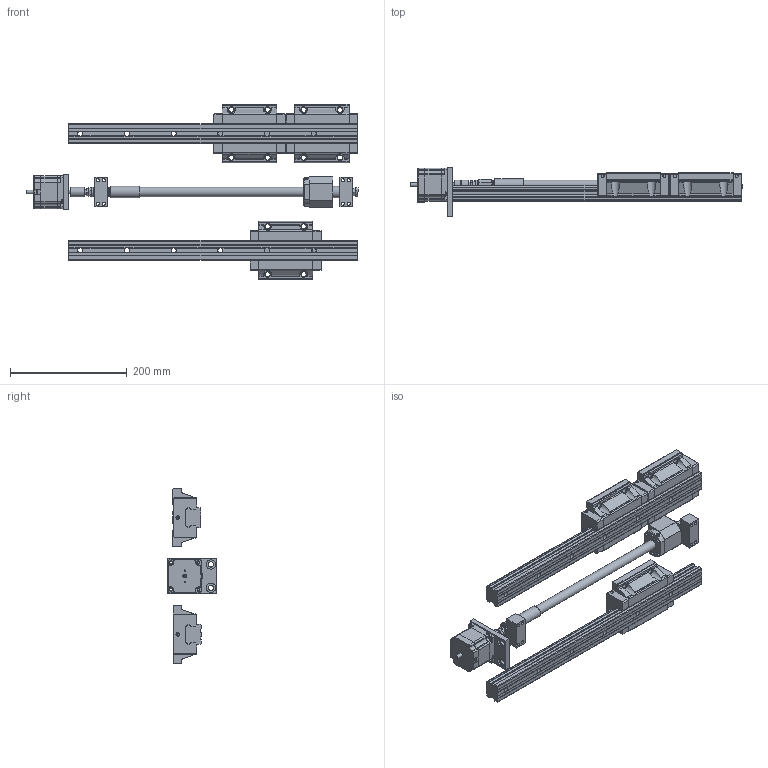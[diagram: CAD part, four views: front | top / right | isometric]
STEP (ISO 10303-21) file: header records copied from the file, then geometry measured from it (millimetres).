
FILE_DESCRIPTION(/* description */ (''),/* implementation_level */ '2;1');
FILE_NAME(/* name */ 'Efron CNC Mill Y Axis 300 Wide v21.step',/* time_stamp */ '2016-07-15T16:37:46+02:00',/* author */ (''),/* organization */ (''),/* preprocessor_version */ 'ST-DEVELOPER v16.5',/* originating_system */ 'Autodesk Translation Framework v5.1.0.3141',/* authorisation */ '');
FILE_SCHEMA (('AUTOMOTIVE_DESIGN { 1 0 10303 214 3 1 1 }'));
Length unit declared in the file: centimetre
Products named in the file (21): Efron CNC Mill Y Axis 300 Wide v21; Ball Nut Housing SFU16 v1; Ball Screw Nut 1610 v1; Ball Screw Spindle; linear guide 1; THK SHS35C Rail 450mm v3; THK SHS35C Carriage v3; NEMA23 stepper v1; linear guide 2; THK SHS35C Rail 450mm v3_1; _SHS35C28020 Track; THK SHS35C Carriage v3_1; THK SHS35C Carriage v3_2; _SHS35CSSB-M6F Slide25-55; Axial Ball Bearing F8-16M 8x16x5 v1; rigid coupler; screw end extension; M8 locknut v1; Bearing Block; screw end extension short; Y Motor Mount
Assembly tree (30 placements, depth 4):
  Efron CNC Mill Y Axis 300 Wide v21
    Ball Nut Housing SFU16 v1
    Ball Screw Nut 1610 v1
    Ball Screw Spindle
    linear guide 1
      THK SHS35C Rail 450mm v3
        _SHS35C28020 Track
      THK SHS35C Carriage v3
        _SHS35CSSB-M6F Slide25-55
    NEMA23 stepper v1
    linear guide 2
      THK SHS35C Rail 450mm v3_1
        _SHS35C28020 Track
      THK SHS35C Carriage v3_1
        _SHS35CSSB-M6F Slide25-55
      THK SHS35C Carriage v3_2
        _SHS35CSSB-M6F Slide25-55
    Axial Ball Bearing F8-16M 8x16x5 v1  x4
    M8 locknut v1  x4
    rigid coupler
    screw end extension
    Bearing Block  x2
    screw end extension short
    Y Motor Mount
Bounding box: 568.9 x 85 x 300 mm (x, y, z)
Volume: 1975172.1 mm3; surface area: 400496.3 mm2
Topology: 37 solids, 108 shells, 1328 faces, 3833 edges, 2644 vertices
Faces by surface type: plane 666, cylinder 505, cone 114, bspline 27, sphere 16
Full cylindrical faces by diameter (mm): 2.013 x2, 4.2 x10, 4.917 x6, 5 x8, 5.2 x12, 5.5 x14, 6.35 x2, 8 x19, 8.5 x12, 9 x14, 10 x2, 14 x12, 16 x17, 16.4 x2, 16.5 x2, 16.6 x2, 20 x2, 28 x2, 38.1 x1, 40 x1
Entity records: 44420 total; most frequent: CARTESIAN_POINT 23624, DIRECTION 4200, ORIENTED_EDGE 3837, EDGE_CURVE 2125, VERTEX_POINT 1587, AXIS2_PLACEMENT_3D 1557, LINE 1086, VECTOR 1086
